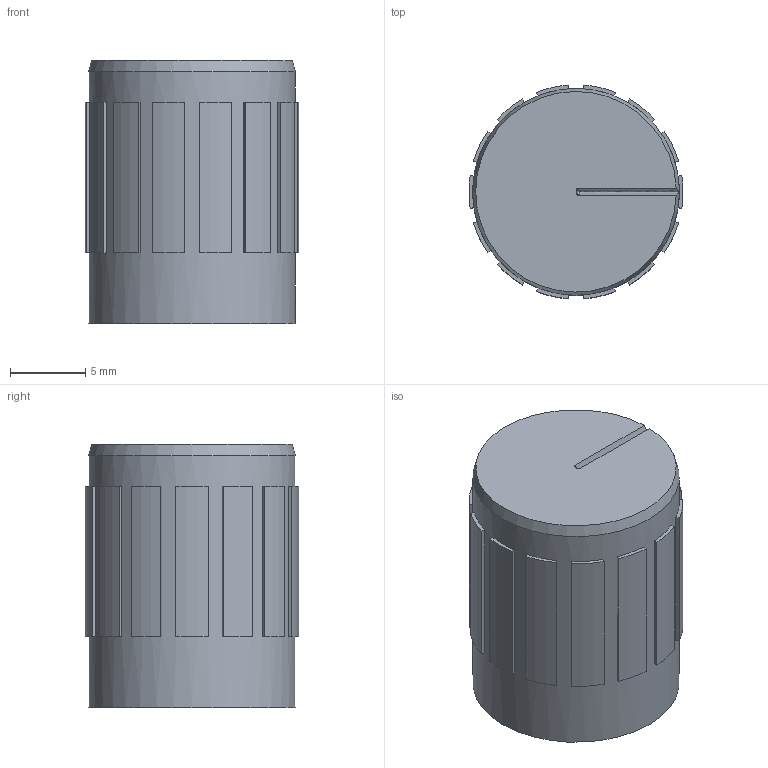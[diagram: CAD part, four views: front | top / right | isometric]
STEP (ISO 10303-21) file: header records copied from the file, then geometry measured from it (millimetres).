
FILE_DESCRIPTION(/* description */ (''),/* implementation_level */ '2;1');
FILE_NAME(/* name */ '6mm knob center v3.step',/* time_stamp */ '2020-09-18T21:50:09-07:00',/* author */ (''),/* organization */ (''),/* preprocessor_version */ 'ST-DEVELOPER v18.1',/* originating_system */ 'Autodesk Translation Framework v9.3.0.1241',/* authorisation */ '');
FILE_SCHEMA (('AUTOMOTIVE_DESIGN { 1 0 10303 214 3 1 1 }'));
Length unit declared in the file: millimetre
Products named in the file (1): 6mm knob center
Bounding box: 14.23 x 14.21 x 17.5 mm (x, y, z)
Volume: 1877.9 mm3; surface area: 2883.5 mm2
Topology: 2 solids, 2 shells, 124 faces, 307 edges, 202 vertices
Faces by surface type: plane 88, cylinder 27, cone 5, bspline 4
Full cylindrical faces by diameter (mm): 5.7 x1, 10 x1, 12 x2, 13.75 x1
Entity records: 3881 total; most frequent: CARTESIAN_POINT 827, DIRECTION 644, ORIENTED_EDGE 612, EDGE_CURVE 306, AXIS2_PLACEMENT_3D 227, VERTEX_POINT 202, LINE 190, VECTOR 190
